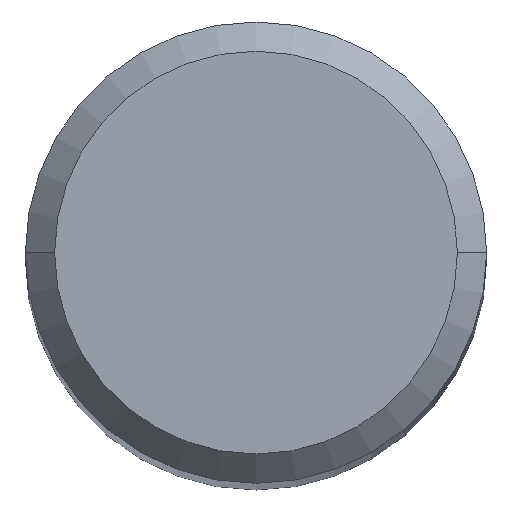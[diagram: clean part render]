
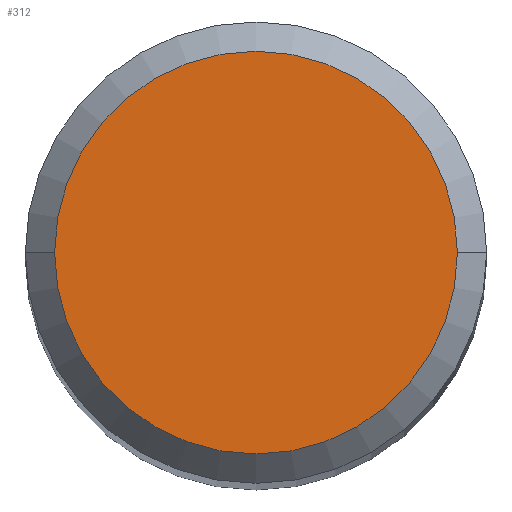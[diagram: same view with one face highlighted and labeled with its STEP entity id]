
A CAD part, top view. The second image highlights one B-rep face of the part: STEP entity #312.
In plain terms, the highlighted planar face has unit normal (0, 0, 1).
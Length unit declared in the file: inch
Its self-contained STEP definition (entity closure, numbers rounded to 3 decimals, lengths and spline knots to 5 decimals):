
#17 = CARTESIAN_POINT ( 'NONE',  ( 0.10311, 0., 2.24409 ) ) ;
#32 = VERTEX_POINT ( 'NONE', #336 ) ;
#34 = EDGE_CURVE ( 'NONE', #32, #351, #160, .T. ) ;
#54 = DIRECTION ( 'NONE',  ( 0., 0., 1. ) ) ;
#70 = FACE_OUTER_BOUND ( 'NONE', #316, .T. ) ;
#88 = AXIS2_PLACEMENT_3D ( 'NONE', #201, #313, #169 ) ;
#116 = DIRECTION ( 'NONE',  ( 0., 0., 1. ) ) ;
#144 = AXIS2_PLACEMENT_3D ( 'NONE', #362, #54, #222 ) ;
#160 = CIRCLE ( 'NONE', #144, 0.10311 ) ;
#169 = DIRECTION ( 'NONE',  ( 1., 0., 0. ) ) ;
#201 = CARTESIAN_POINT ( 'NONE',  ( 0., 0., 2.24409 ) ) ;
#210 = ORIENTED_EDGE ( 'NONE', *, *, #34, .T. ) ;
#222 = DIRECTION ( 'NONE',  ( 1., 0., 0. ) ) ;
#236 = ORIENTED_EDGE ( 'NONE', *, *, #300, .T. ) ;
#289 = AXIS2_PLACEMENT_3D ( 'NONE', #374, #116, #377 ) ;
#300 = EDGE_CURVE ( 'NONE', #351, #32, #310, .T. ) ;
#310 = CIRCLE ( 'NONE', #289, 0.10311 ) ;
#312 = ADVANCED_FACE ( 'NONE', ( #70 ), #372, .T. ) ;
#313 = DIRECTION ( 'NONE',  ( 0., 0., 1. ) ) ;
#316 = EDGE_LOOP ( 'NONE', ( #210, #236 ) ) ;
#336 = CARTESIAN_POINT ( 'NONE',  ( -0.10311, 0., 2.24409 ) ) ;
#351 = VERTEX_POINT ( 'NONE', #17 ) ;
#362 = CARTESIAN_POINT ( 'NONE',  ( 0., 0., 2.24409 ) ) ;
#372 = PLANE ( 'NONE',  #88 ) ;
#374 = CARTESIAN_POINT ( 'NONE',  ( 0., 0., 2.24409 ) ) ;
#377 = DIRECTION ( 'NONE',  ( 1., 0., 0. ) ) ;
